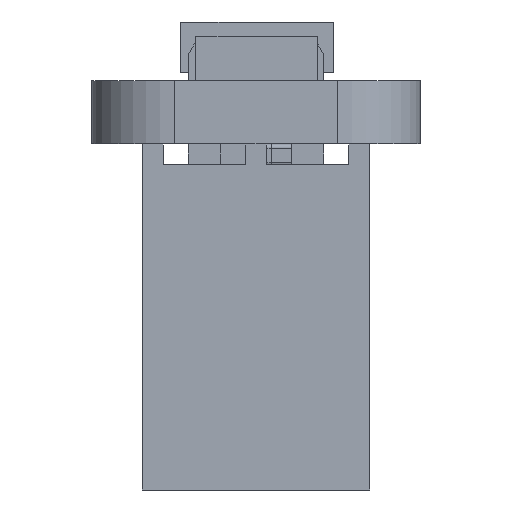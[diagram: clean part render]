
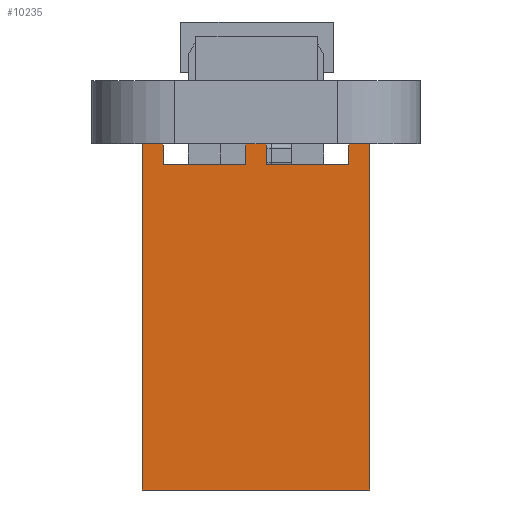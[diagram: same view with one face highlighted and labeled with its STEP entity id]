
A CAD part, front view. The second image highlights one B-rep face of the part: STEP entity #10235.
In plain terms, the highlighted planar face has unit normal (0, -1, 0).
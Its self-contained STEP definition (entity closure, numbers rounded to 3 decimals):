
#10235 = ADVANCED_FACE('',(#10236),#10334,.F.);
#10236 = FACE_BOUND('',#10237,.T.);
#10237 = EDGE_LOOP('',(#10238,#10248,#10256,#10264,#10272,#10280,#10288,
    #10296,#10304,#10312,#10320,#10328));
#10238 = ORIENTED_EDGE('',*,*,#10239,.F.);
#10239 = EDGE_CURVE('',#10240,#10242,#10244,.T.);
#10240 = VERTEX_POINT('',#10241);
#10241 = CARTESIAN_POINT('',(-2.286,-2.476,
    -1.55));
#10242 = VERTEX_POINT('',#10243);
#10243 = CARTESIAN_POINT('',(-2.286,-2.476,
    -2.058));
#10244 = LINE('',#10245,#10246);
#10245 = CARTESIAN_POINT('',(-2.286,-2.476,
    -10.059));
#10246 = VECTOR('',#10247,1.);
#10247 = DIRECTION('',(0.,0.,-1.));
#10248 = ORIENTED_EDGE('',*,*,#10249,.T.);
#10249 = EDGE_CURVE('',#10240,#10250,#10252,.T.);
#10250 = VERTEX_POINT('',#10251);
#10251 = CARTESIAN_POINT('',(-2.794,-2.476,
    -1.55));
#10252 = LINE('',#10253,#10254);
#10253 = CARTESIAN_POINT('',(2.794,-2.476,
    -1.55));
#10254 = VECTOR('',#10255,1.);
#10255 = DIRECTION('',(-1.,0.,0.));
#10256 = ORIENTED_EDGE('',*,*,#10257,.F.);
#10257 = EDGE_CURVE('',#10258,#10250,#10260,.T.);
#10258 = VERTEX_POINT('',#10259);
#10259 = CARTESIAN_POINT('',(-2.794,-2.476,
    -10.059));
#10260 = LINE('',#10261,#10262);
#10261 = CARTESIAN_POINT('',(-2.794,-2.476,
    -10.059));
#10262 = VECTOR('',#10263,1.);
#10263 = DIRECTION('',(0.,0.,1.));
#10264 = ORIENTED_EDGE('',*,*,#10265,.F.);
#10265 = EDGE_CURVE('',#10266,#10258,#10268,.T.);
#10266 = VERTEX_POINT('',#10267);
#10267 = CARTESIAN_POINT('',(2.794,-2.476,
    -10.059));
#10268 = LINE('',#10269,#10270);
#10269 = CARTESIAN_POINT('',(2.794,-2.476,
    -10.059));
#10270 = VECTOR('',#10271,1.);
#10271 = DIRECTION('',(-1.,0.,0.));
#10272 = ORIENTED_EDGE('',*,*,#10273,.T.);
#10273 = EDGE_CURVE('',#10266,#10274,#10276,.T.);
#10274 = VERTEX_POINT('',#10275);
#10275 = CARTESIAN_POINT('',(2.794,-2.476,
    -1.55));
#10276 = LINE('',#10277,#10278);
#10277 = CARTESIAN_POINT('',(2.794,-2.476,
    -10.059));
#10278 = VECTOR('',#10279,1.);
#10279 = DIRECTION('',(0.,0.,1.));
#10280 = ORIENTED_EDGE('',*,*,#10281,.T.);
#10281 = EDGE_CURVE('',#10274,#10282,#10284,.T.);
#10282 = VERTEX_POINT('',#10283);
#10283 = CARTESIAN_POINT('',(2.286,-2.476,
    -1.55));
#10284 = LINE('',#10285,#10286);
#10285 = CARTESIAN_POINT('',(2.794,-2.476,
    -1.55));
#10286 = VECTOR('',#10287,1.);
#10287 = DIRECTION('',(-1.,0.,0.));
#10288 = ORIENTED_EDGE('',*,*,#10289,.F.);
#10289 = EDGE_CURVE('',#10290,#10282,#10292,.T.);
#10290 = VERTEX_POINT('',#10291);
#10291 = CARTESIAN_POINT('',(2.286,-2.476,
    -2.058));
#10292 = LINE('',#10293,#10294);
#10293 = CARTESIAN_POINT('',(2.286,-2.476,
    -10.059));
#10294 = VECTOR('',#10295,1.);
#10295 = DIRECTION('',(0.,0.,1.));
#10296 = ORIENTED_EDGE('',*,*,#10297,.F.);
#10297 = EDGE_CURVE('',#10298,#10290,#10300,.T.);
#10298 = VERTEX_POINT('',#10299);
#10299 = CARTESIAN_POINT('',(0.254,-2.476,
    -2.058));
#10300 = LINE('',#10301,#10302);
#10301 = CARTESIAN_POINT('',(2.794,-2.476,
    -2.058));
#10302 = VECTOR('',#10303,1.);
#10303 = DIRECTION('',(1.,0.,0.));
#10304 = ORIENTED_EDGE('',*,*,#10305,.F.);
#10305 = EDGE_CURVE('',#10306,#10298,#10308,.T.);
#10306 = VERTEX_POINT('',#10307);
#10307 = CARTESIAN_POINT('',(0.254,-2.476,
    -1.55));
#10308 = LINE('',#10309,#10310);
#10309 = CARTESIAN_POINT('',(0.254,-2.476,
    -10.059));
#10310 = VECTOR('',#10311,1.);
#10311 = DIRECTION('',(0.,0.,-1.));
#10312 = ORIENTED_EDGE('',*,*,#10313,.T.);
#10313 = EDGE_CURVE('',#10306,#10314,#10316,.T.);
#10314 = VERTEX_POINT('',#10315);
#10315 = CARTESIAN_POINT('',(-0.254,-2.476,
    -1.55));
#10316 = LINE('',#10317,#10318);
#10317 = CARTESIAN_POINT('',(2.794,-2.476,
    -1.55));
#10318 = VECTOR('',#10319,1.);
#10319 = DIRECTION('',(-1.,0.,0.));
#10320 = ORIENTED_EDGE('',*,*,#10321,.F.);
#10321 = EDGE_CURVE('',#10322,#10314,#10324,.T.);
#10322 = VERTEX_POINT('',#10323);
#10323 = CARTESIAN_POINT('',(-0.254,-2.476,
    -2.058));
#10324 = LINE('',#10325,#10326);
#10325 = CARTESIAN_POINT('',(-0.254,-2.476,
    -10.059));
#10326 = VECTOR('',#10327,1.);
#10327 = DIRECTION('',(0.,0.,1.));
#10328 = ORIENTED_EDGE('',*,*,#10329,.F.);
#10329 = EDGE_CURVE('',#10242,#10322,#10330,.T.);
#10330 = LINE('',#10331,#10332);
#10331 = CARTESIAN_POINT('',(2.794,-2.476,
    -2.058));
#10332 = VECTOR('',#10333,1.);
#10333 = DIRECTION('',(1.,0.,0.));
#10334 = PLANE('',#10335);
#10335 = AXIS2_PLACEMENT_3D('',#10336,#10337,#10338);
#10336 = CARTESIAN_POINT('',(2.794,-2.476,
    -10.059));
#10337 = DIRECTION('',(0.,1.,0.));
#10338 = DIRECTION('',(1.,0.,0.));
